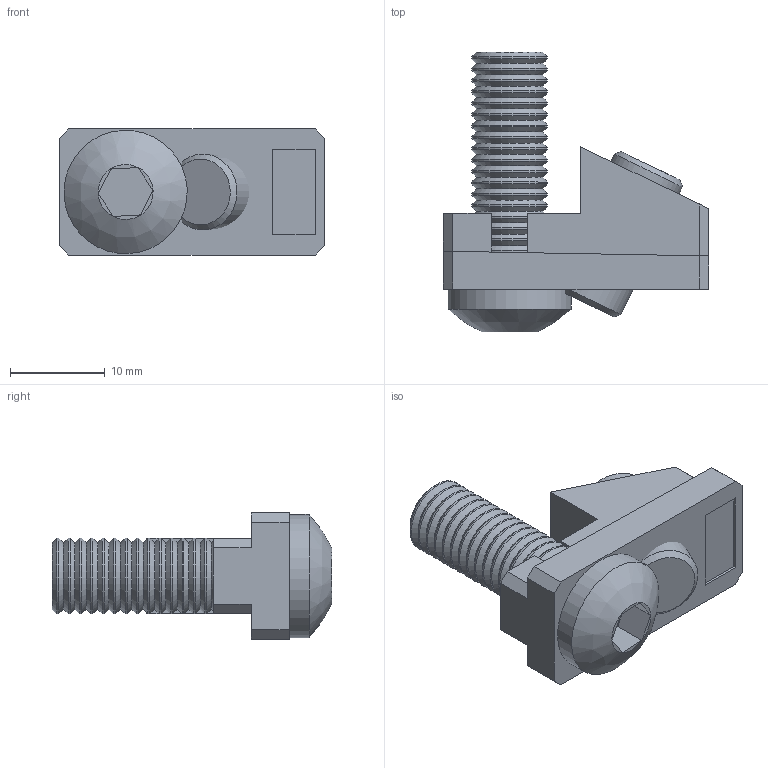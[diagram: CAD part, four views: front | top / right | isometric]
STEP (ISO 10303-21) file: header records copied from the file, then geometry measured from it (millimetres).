
FILE_DESCRIPTION(/* description */ ('STEP AP214'),/* implementation_level */ '2;1');
FILE_NAME(/* name */ 'GI08M8.stp',/* time_stamp */ '2022-06-20T10:05:44+02:00',/* author */ ('Daniele'),/* organization */ (''),/* preprocessor_version */ 'ST-DEVELOPER v18.1',/* originating_system */ 'Autodesk Inventor 2021',/* authorisation */ '');
FILE_SCHEMA (('AUTOMOTIVE_DESIGN { 1 0 10303 214 3 1 1 }'));
Length unit declared in the file: millimetre
Products named in the file (1): GI08M8
Bounding box: 28 x 29.5 x 13.3 mm (x, y, z)
Volume: 4083.8 mm3; surface area: 3514.1 mm2
Topology: 3 solids, 3 shells, 127 faces, 327 edges, 209 vertices
Faces by surface type: plane 55, cone 43, cylinder 28, bspline 1
Full cylindrical faces by diameter (mm): 6.8 x1, 8 x22, 13 x1
Entity records: 3973 total; most frequent: DIRECTION 703, CARTESIAN_POINT 690, ORIENTED_EDGE 654, EDGE_CURVE 327, AXIS2_PLACEMENT_3D 249, VERTEX_POINT 209, LINE 205, VECTOR 205
